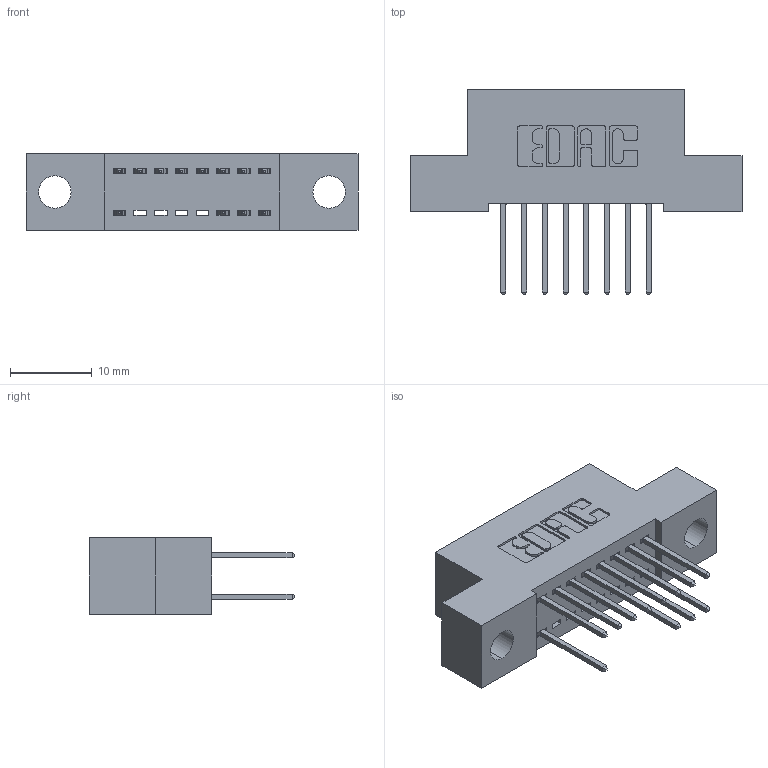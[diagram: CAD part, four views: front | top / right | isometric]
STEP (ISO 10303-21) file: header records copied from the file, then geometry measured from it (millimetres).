
FILE_DESCRIPTION (( 'STEP AP203' ), '1' );
FILE_NAME ('392-016-523-204.STEP', '2018-08-15T01:40:06', ( '' ), ( '' ), 'SwSTEP 2.0', 'SolidWorks 2016', '' );
FILE_SCHEMA (( 'CONFIG_CONTROL_DESIGN' ));
Length unit declared in the file: inch
Products named in the file (3): 342 Part_.156 TH; 345-292-001_345-293-123; 392-016-523-204
Assembly tree (13 placements, depth 2):
  392-016-523-204
    342 Part_.156 TH
    345-292-001_345-293-123  x12
Bounding box: 40.64 x 25.15 x 9.4 mm (x, y, z)
Volume: 3392.2 mm3; surface area: 4413.7 mm2
Topology: 13 solids, 13 shells, 758 faces, 2243 edges, 1478 vertices
Faces by surface type: plane 522, cylinder 236
Entity records: 9305 total; most frequent: CARTESIAN_POINT 1598, ORIENTED_EDGE 1538, DIRECTION 1421, EDGE_CURVE 769, LINE 641, VECTOR 641, VERTEX_POINT 510, AXIS2_PLACEMENT_3D 390
